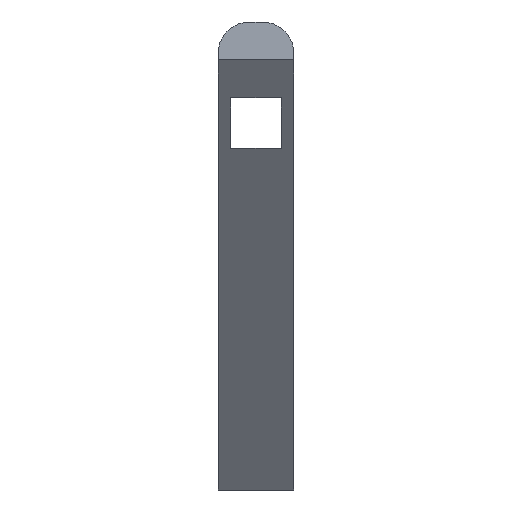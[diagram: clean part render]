
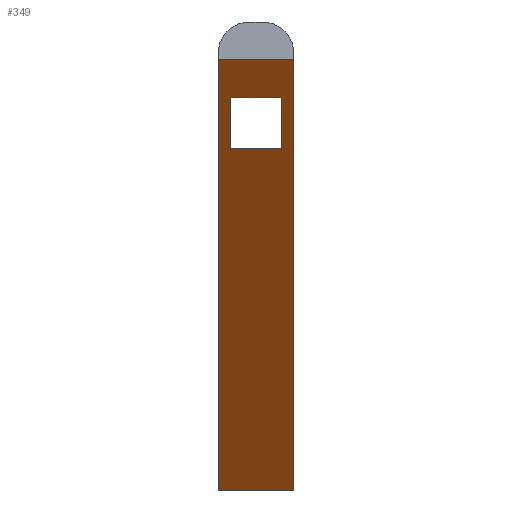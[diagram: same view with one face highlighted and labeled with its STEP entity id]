
A CAD part, front view. The second image highlights one B-rep face of the part: STEP entity #349.
In plain terms, the highlighted planar face has unit normal (0, -0.322, -0.947).
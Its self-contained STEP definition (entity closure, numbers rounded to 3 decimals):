
#15=FACE_BOUND('',#67,.T.);
#47=FACE_OUTER_BOUND('',#66,.T.);
#66=EDGE_LOOP('',(#299,#300,#301,#302,#303,#304));
#67=EDGE_LOOP('',(#305,#306,#307,#308));
#85=LINE('',#500,#113);
#88=LINE('',#508,#116);
#91=LINE('',#536,#119);
#94=LINE('',#555,#122);
#96=LINE('',#596,#124);
#100=LINE('',#633,#128);
#103=LINE('',#640,#131);
#104=LINE('',#642,#132);
#109=LINE('',#653,#137);
#111=LINE('',#656,#139);
#113=VECTOR('',#404,10.);
#116=VECTOR('',#411,10.);
#119=VECTOR('',#416,10.);
#122=VECTOR('',#421,10.);
#124=VECTOR('',#443,10.);
#128=VECTOR('',#461,10.);
#131=VECTOR('',#468,10.);
#132=VECTOR('',#471,10.);
#137=VECTOR('',#482,10.);
#139=VECTOR('',#486,10.);
#141=VERTEX_POINT('',#498);
#142=VERTEX_POINT('',#499);
#145=VERTEX_POINT('',#507);
#149=VERTEX_POINT('',#535);
#155=VERTEX_POINT('',#562);
#159=VERTEX_POINT('',#592);
#161=VERTEX_POINT('',#595);
#167=VERTEX_POINT('',#632);
#168=VERTEX_POINT('',#636);
#172=VERTEX_POINT('',#651);
#173=EDGE_CURVE('',#141,#142,#85,.T.);
#177=EDGE_CURVE('',#145,#141,#88,.T.);
#182=EDGE_CURVE('',#142,#149,#91,.T.);
#187=EDGE_CURVE('',#149,#145,#94,.T.);
#198=EDGE_CURVE('',#161,#159,#96,.T.);
#208=EDGE_CURVE('',#167,#161,#100,.T.);
#212=EDGE_CURVE('',#155,#168,#103,.T.);
#213=EDGE_CURVE('',#168,#159,#104,.T.);
#219=EDGE_CURVE('',#172,#155,#109,.T.);
#221=EDGE_CURVE('',#167,#172,#111,.T.);
#299=ORIENTED_EDGE('',*,*,#213,.F.);
#300=ORIENTED_EDGE('',*,*,#212,.F.);
#301=ORIENTED_EDGE('',*,*,#219,.F.);
#302=ORIENTED_EDGE('',*,*,#221,.F.);
#303=ORIENTED_EDGE('',*,*,#208,.T.);
#304=ORIENTED_EDGE('',*,*,#198,.T.);
#305=ORIENTED_EDGE('',*,*,#182,.T.);
#306=ORIENTED_EDGE('',*,*,#187,.T.);
#307=ORIENTED_EDGE('',*,*,#177,.T.);
#308=ORIENTED_EDGE('',*,*,#173,.T.);
#331=PLANE('',#396);
#349=ADVANCED_FACE('',(#47,#15),#331,.T.);
#396=AXIS2_PLACEMENT_3D('',#657,#487,#488);
#404=DIRECTION('',(0.,0.947,-0.322));
#411=DIRECTION('',(1.,0.,0.));
#416=DIRECTION('',(-1.,0.,0.));
#421=DIRECTION('',(0.,-0.947,0.322));
#443=DIRECTION('',(0.,0.947,-0.322));
#461=DIRECTION('',(0.,0.947,-0.322));
#468=DIRECTION('',(0.,0.947,-0.322));
#471=DIRECTION('',(-1.,0.,0.));
#482=DIRECTION('',(0.,0.947,-0.322));
#486=DIRECTION('',(1.,0.,0.));
#487=DIRECTION('center_axis',(0.,-0.322,-0.947));
#488=DIRECTION('ref_axis',(0.,0.947,-0.322));
#498=CARTESIAN_POINT('',(2.,18.824,58.));
#499=CARTESIAN_POINT('',(2.,30.588,54.));
#500=CARTESIAN_POINT('',(2.,5.975,62.368));
#507=CARTESIAN_POINT('',(-2.,18.824,58.));
#508=CARTESIAN_POINT('',(-1.,18.824,58.));
#535=CARTESIAN_POINT('',(-2.,30.588,54.));
#536=CARTESIAN_POINT('',(1.,30.588,54.));
#555=CARTESIAN_POINT('',(-2.,6.585,62.161));
#562=CARTESIAN_POINT('',(3.,51.561,46.869));
#592=CARTESIAN_POINT('',(-3.,110.,27.));
#595=CARTESIAN_POINT('',(-3.,51.561,46.869));
#596=CARTESIAN_POINT('',(-3.,110.,27.));
#632=CARTESIAN_POINT('',(-3.,10.,61.));
#633=CARTESIAN_POINT('',(-3.,110.,27.));
#636=CARTESIAN_POINT('',(3.,110.,27.));
#640=CARTESIAN_POINT('',(3.,110.,27.));
#642=CARTESIAN_POINT('',(0.,110.,27.));
#651=CARTESIAN_POINT('',(3.,10.,61.));
#653=CARTESIAN_POINT('',(3.,110.,27.));
#656=CARTESIAN_POINT('',(0.,10.,61.));
#657=CARTESIAN_POINT('Origin',(0.,10.,61.));
